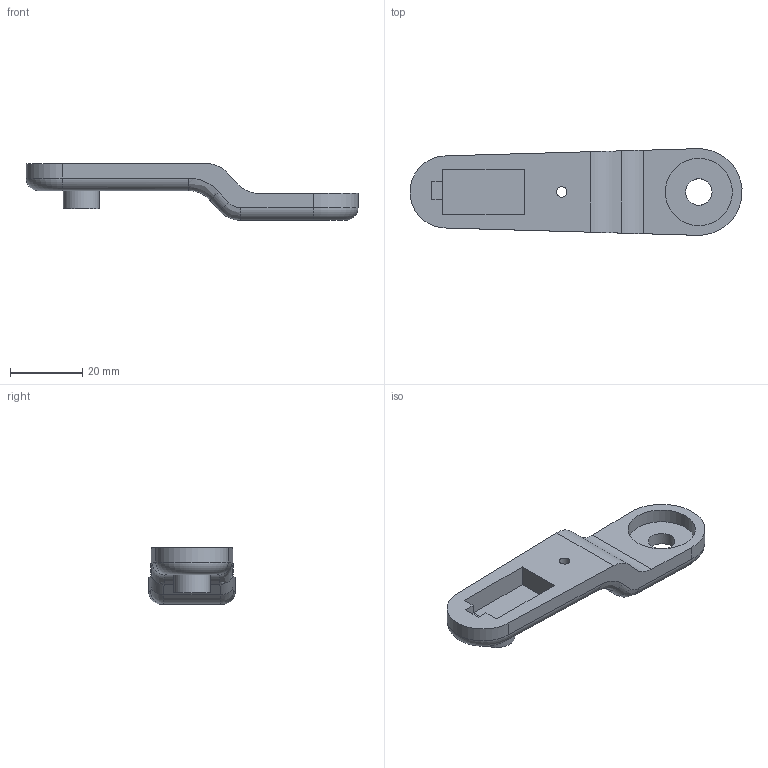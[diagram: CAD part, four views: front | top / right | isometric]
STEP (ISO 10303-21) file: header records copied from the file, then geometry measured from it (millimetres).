
FILE_DESCRIPTION(('FreeCAD Model'),'2;1');
FILE_NAME('cut_servo_arm_arm_servo_guide.step','2015-02-27T21:38:21',('Author'),(''), 'Open CASCADE STEP processor 6.7','FreeCAD','Unknown');
FILE_SCHEMA(('AUTOMOTIVE_DESIGN_CC2 { 1 2 10303 214 -1 1 5 4 }'));
Length unit declared in the file: millimetre
Products named in the file (1): cut_servo_arm_arm_servo_guide
Bounding box: 91.96 x 23.99 x 15.75 mm (x, y, z)
Volume: 12089.9 mm3; surface area: 6210.6 mm2
Topology: 1 solids, 1 shells, 45 faces, 108 edges, 68 vertices
Faces by surface type: plane 22, cylinder 17, bspline 4, torus 2
Full cylindrical faces by diameter (mm): 2.9 x1, 7.35 x1, 10 x1, 18.6 x1
Entity records: 3262 total; most frequent: CARTESIAN_POINT 1202, DIRECTION 342, ORIENTED_EDGE 216, PCURVE 216, DEFINITIONAL_REPRESENTATION 216, LINE 187, VECTOR 187, EDGE_CURVE 108
